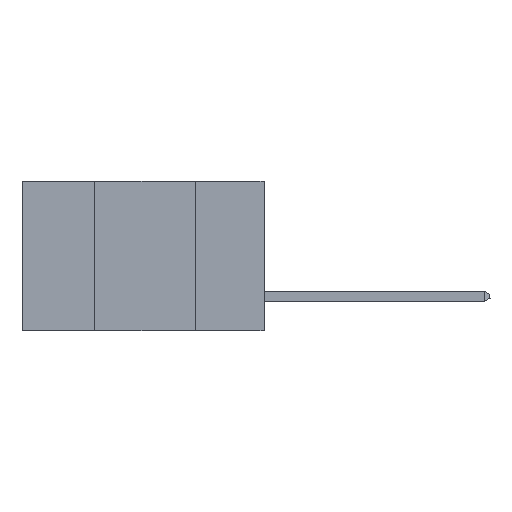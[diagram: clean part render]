
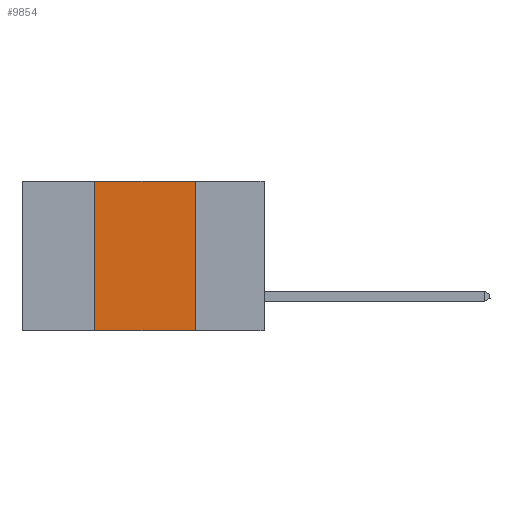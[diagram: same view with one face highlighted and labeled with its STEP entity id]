
A CAD part, left-side view. The second image highlights one B-rep face of the part: STEP entity #9854.
In plain terms, the highlighted planar face has unit normal (-1, 0, 0).
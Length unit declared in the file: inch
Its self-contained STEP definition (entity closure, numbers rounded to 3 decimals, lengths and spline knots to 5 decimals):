
#535 = EDGE_LOOP ( 'NONE', ( #743, #12035, #9382, #7547 ) ) ;
#743 = ORIENTED_EDGE ( 'NONE', *, *, #15225, .F. ) ;
#747 = CARTESIAN_POINT ( 'NONE',  ( 0., 0.17, 0. ) ) ;
#848 = FACE_OUTER_BOUND ( 'NONE', #535, .T. ) ;
#850 = CARTESIAN_POINT ( 'NONE',  ( 0., 0.42, -0.37 ) ) ;
#1037 = VERTEX_POINT ( 'NONE', #3437 ) ;
#1393 = DIRECTION ( 'NONE',  ( 0., -1., 0. ) ) ;
#1544 = LINE ( 'NONE', #2457, #13798 ) ;
#2254 = DIRECTION ( 'NONE',  ( 0., -1., 0. ) ) ;
#2457 = CARTESIAN_POINT ( 'NONE',  ( 0., 0.6, 0. ) ) ;
#3437 = CARTESIAN_POINT ( 'NONE',  ( 0., 0.17, -0.37 ) ) ;
#3589 = CARTESIAN_POINT ( 'NONE',  ( 0., 0.6, -0.37 ) ) ;
#3903 = CARTESIAN_POINT ( 'NONE',  ( 0., 0.6, 0. ) ) ;
#5954 = VERTEX_POINT ( 'NONE', #9733 ) ;
#6842 = LINE ( 'NONE', #14506, #12231 ) ;
#7164 = CARTESIAN_POINT ( 'NONE',  ( 0., 0.17, 0. ) ) ;
#7547 = ORIENTED_EDGE ( 'NONE', *, *, #14190, .T. ) ;
#8013 = LINE ( 'NONE', #747, #10054 ) ;
#8171 = EDGE_CURVE ( 'NONE', #13486, #5954, #6842, .T. ) ;
#9069 = DIRECTION ( 'NONE',  ( 0., 0., -1. ) ) ;
#9382 = ORIENTED_EDGE ( 'NONE', *, *, #8171, .F. ) ;
#9733 = CARTESIAN_POINT ( 'NONE',  ( 0., 0.42, 0. ) ) ;
#9854 = ADVANCED_FACE ( 'NONE', ( #848 ), #13346, .F. ) ;
#9889 = DIRECTION ( 'NONE',  ( 0., 0., 1. ) ) ;
#9898 = LINE ( 'NONE', #3589, #11431 ) ;
#10054 = VECTOR ( 'NONE', #9069, 39.37008 ) ;
#10882 = VERTEX_POINT ( 'NONE', #7164 ) ;
#11186 = DIRECTION ( 'NONE',  ( 0., 0., -1. ) ) ;
#11431 = VECTOR ( 'NONE', #2254, 39.37008 ) ;
#12035 = ORIENTED_EDGE ( 'NONE', *, *, #14209, .F. ) ;
#12231 = VECTOR ( 'NONE', #9889, 39.37008 ) ;
#13346 = PLANE ( 'NONE',  #14964 ) ;
#13398 = DIRECTION ( 'NONE',  ( 1., 0., 0. ) ) ;
#13486 = VERTEX_POINT ( 'NONE', #850 ) ;
#13798 = VECTOR ( 'NONE', #1393, 39.37008 ) ;
#14190 = EDGE_CURVE ( 'NONE', #13486, #1037, #9898, .T. ) ;
#14209 = EDGE_CURVE ( 'NONE', #5954, #10882, #1544, .T. ) ;
#14506 = CARTESIAN_POINT ( 'NONE',  ( 0., 0.42, 0. ) ) ;
#14964 = AXIS2_PLACEMENT_3D ( 'NONE', #3903, #13398, #11186 ) ;
#15225 = EDGE_CURVE ( 'NONE', #10882, #1037, #8013, .T. ) ;
